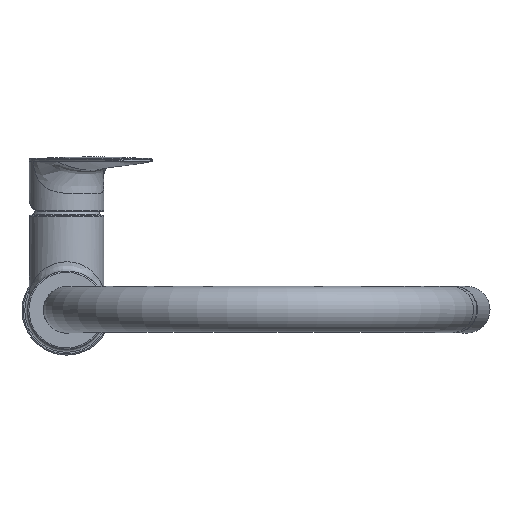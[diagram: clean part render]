
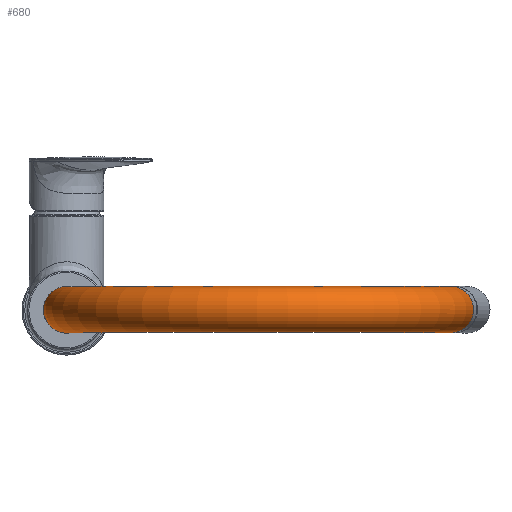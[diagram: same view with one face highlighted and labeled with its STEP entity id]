
A CAD part, top view. The second image highlights one B-rep face of the part: STEP entity #680.
In plain terms, the highlighted toroidal (fillet/blend) face has major radius 104 mm and minor radius 12.4 mm.
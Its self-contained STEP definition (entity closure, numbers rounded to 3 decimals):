
#295=ORIENTED_EDGE('',*,*,#386,.F.);
#296=ORIENTED_EDGE('',*,*,#387,.T.);
#386=EDGE_CURVE('',#457,#457,#490,.F.);
#387=EDGE_CURVE('',#458,#458,#491,.F.);
#457=VERTEX_POINT('',#7306);
#458=VERTEX_POINT('',#7309);
#490=CIRCLE('',#795,12.4);
#491=CIRCLE('',#797,12.4);
#555=EDGE_LOOP('',(#295));
#556=EDGE_LOOP('',(#296));
#622=FACE_BOUND('',#555,.T.);
#623=FACE_BOUND('',#556,.T.);
#637=TOROIDAL_SURFACE('',#796,104.,12.4);
#680=ADVANCED_FACE('',(#622,#623),#637,.T.);
#795=AXIS2_PLACEMENT_3D('',#7305,#922,#923);
#796=AXIS2_PLACEMENT_3D('',#7307,#924,#925);
#797=AXIS2_PLACEMENT_3D('',#7308,#926,#927);
#922=DIRECTION('',(-0.174,0.,0.985));
#923=DIRECTION('',(-0.985,0.,-0.174));
#924=DIRECTION('',(0.,1.,0.));
#925=DIRECTION('',(0.,0.,1.));
#926=DIRECTION('',(0.,0.,-1.));
#927=DIRECTION('',(1.,0.,0.));
#7305=CARTESIAN_POINT('',(206.42,0.,245.536));
#7306=CARTESIAN_POINT('',(194.208,0.,243.382));
#7307=CARTESIAN_POINT('',(104.,0.,227.476));
#7308=CARTESIAN_POINT('',(0.,0.,227.476));
#7309=CARTESIAN_POINT('',(12.4,0.,227.476));
